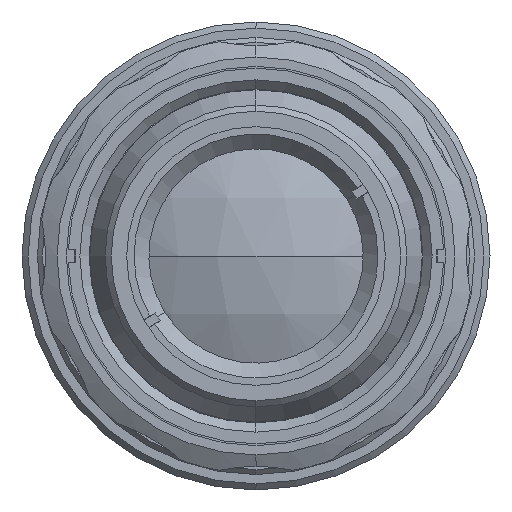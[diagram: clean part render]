
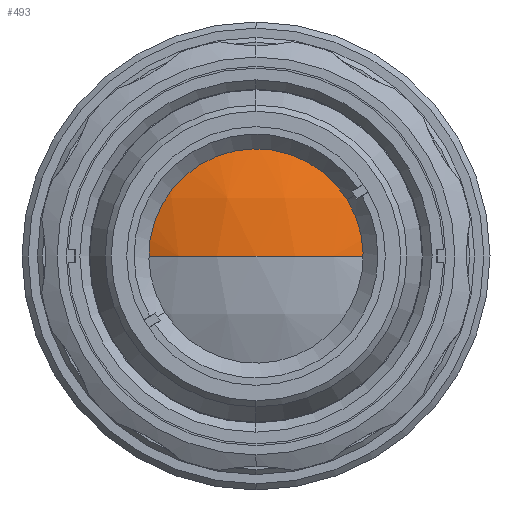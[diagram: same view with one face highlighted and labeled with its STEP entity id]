
A CAD part, left-side view. The second image highlights one B-rep face of the part: STEP entity #493.
In plain terms, the highlighted spherical face has radius 43.3 mm.
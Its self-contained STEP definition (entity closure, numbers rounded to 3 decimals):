
#469 = DIRECTION ( 'NONE',  ( 1., 0., 0. ) ) ;
#493 = ADVANCED_FACE ( 'NONE', ( #1903 ), #551, .T. ) ;
#551 = SPHERICAL_SURFACE ( 'NONE', #578, 43.3 ) ;
#578 = AXIS2_PLACEMENT_3D ( 'NONE', #935, #3301, #3665 ) ;
#704 = DIRECTION ( 'NONE',  ( 0., 0., -1. ) ) ;
#884 = ORIENTED_EDGE ( 'NONE', *, *, #2537, .T. ) ;
#935 = CARTESIAN_POINT ( 'NONE',  ( -125.96, 0., 0. ) ) ;
#949 = DIRECTION ( 'NONE',  ( 0., -1., 0. ) ) ;
#1441 = AXIS2_PLACEMENT_3D ( 'NONE', #2815, #704, #3448 ) ;
#1478 = EDGE_CURVE ( 'NONE', #3163, #3932, #1587, .T. ) ;
#1528 = CIRCLE ( 'NONE', #4041, 18.5 ) ;
#1573 = CARTESIAN_POINT ( 'NONE',  ( -165.109, 0., 0. ) ) ;
#1587 = CIRCLE ( 'NONE', #1441, 43.3 ) ;
#1903 = FACE_OUTER_BOUND ( 'NONE', #2129, .T. ) ;
#1922 = DIRECTION ( 'NONE',  ( 0., 0., -1. ) ) ;
#2129 = EDGE_LOOP ( 'NONE', ( #2650, #884, #3942 ) ) ;
#2416 = CIRCLE ( 'NONE', #3195, 43.3 ) ;
#2456 = CARTESIAN_POINT ( 'NONE',  ( -169.26, 0., 0. ) ) ;
#2537 = EDGE_CURVE ( 'NONE', #3163, #2997, #2416, .T. ) ;
#2650 = ORIENTED_EDGE ( 'NONE', *, *, #1478, .F. ) ;
#2722 = CARTESIAN_POINT ( 'NONE',  ( -165.109, -18.5, 0. ) ) ;
#2815 = CARTESIAN_POINT ( 'NONE',  ( -125.96, 0., 0. ) ) ;
#2818 = CARTESIAN_POINT ( 'NONE',  ( -165.109, 18.5, 0. ) ) ;
#2997 = VERTEX_POINT ( 'NONE', #2722 ) ;
#3017 = CARTESIAN_POINT ( 'NONE',  ( -125.96, 0., 0. ) ) ;
#3163 = VERTEX_POINT ( 'NONE', #2456 ) ;
#3195 = AXIS2_PLACEMENT_3D ( 'NONE', #3017, #3678, #949 ) ;
#3301 = DIRECTION ( 'NONE',  ( 0., 0., 1. ) ) ;
#3448 = DIRECTION ( 'NONE',  ( -1., 0., 0. ) ) ;
#3665 = DIRECTION ( 'NONE',  ( 0., 1., 0. ) ) ;
#3678 = DIRECTION ( 'NONE',  ( 0., 0., 1. ) ) ;
#3932 = VERTEX_POINT ( 'NONE', #2818 ) ;
#3942 = ORIENTED_EDGE ( 'NONE', *, *, #4343, .F. ) ;
#4041 = AXIS2_PLACEMENT_3D ( 'NONE', #1573, #469, #1922 ) ;
#4343 = EDGE_CURVE ( 'NONE', #3932, #2997, #1528, .T. ) ;
